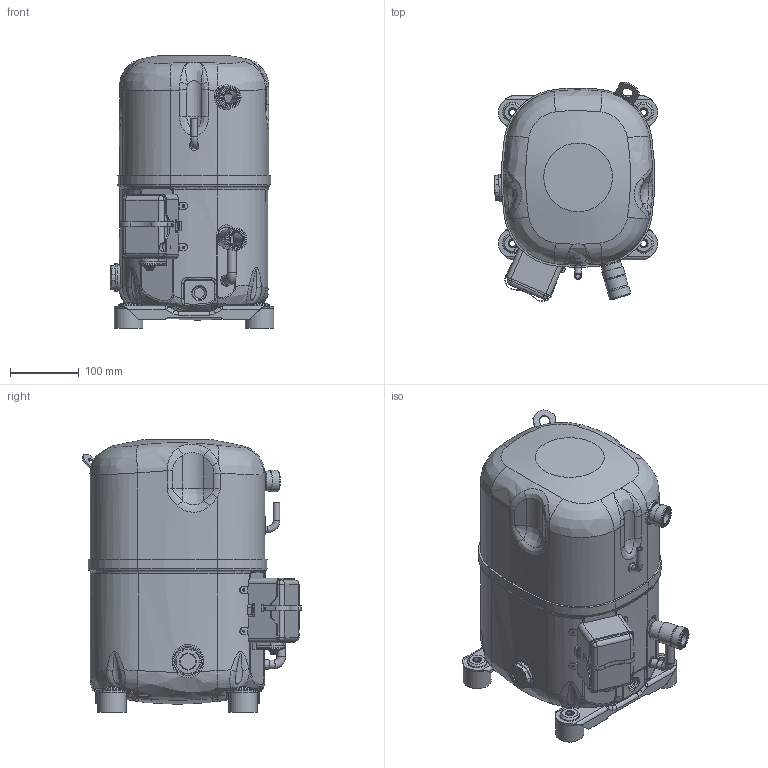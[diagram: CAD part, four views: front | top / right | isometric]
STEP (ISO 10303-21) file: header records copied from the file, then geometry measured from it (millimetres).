
FILE_DESCRIPTION(/* description */ (''),/* implementation_level */ '2;1');
FILE_NAME(/* name */ 'DCAG154_n-m.stp',/* time_stamp */ '2016-09-06T11:57:11+02:00',/* author */ (''),/* organization */ (''),/* preprocessor_version */ 'ST-DEVELOPER v14',/* originating_system */ 'SIEMENS PLM Software NX 8.0',/* authorisation */ '');
FILE_SCHEMA (('CONFIG_CONTROL_DESIGN'));
Length unit declared in the file: millimetre
Products named in the file (1): DCAG154_n-m
Bounding box: 237.86 x 318.22 x 396.9 mm (x, y, z)
Volume: 1526325.4 mm3; surface area: 1017695.9 mm2
Topology: 40 solids, 40 shells, 1979 faces, 4903 edges, 3028 vertices
Faces by surface type: cylinder 628, plane 597, bspline 470, torus 159, cone 88, sphere 33, revolution 2, extrusion 2
Full cylindrical faces by diameter (mm): 3.2 x12, 3.7 x1, 4 x1, 5 x3, 6.2 x6, 6.45 x2, 7 x1, 8.2 x6, 9 x4, 9.6 x2, 9.69 x7, 9.8 x1, 10 x1, 10.7 x2, 11.11 x7, 11.15 x4, 11.2 x4, 11.22 x1, 11.3 x1, 12.7 x2, 12.9 x1, 13 x5, 13.22 x1, 15.8 x1, 16 x2, 17.3 x1, 17.8 x4, 18 x1, 19 x8, 19.2 x2
Entity records: 77067 total; most frequent: CARTESIAN_POINT 36261, ORIENTED_EDGE 8698, DIRECTION 7679, EDGE_CURVE 4349, AXIS2_PLACEMENT_3D 3124, VERTEX_POINT 2833, EDGE_LOOP 2376, ADVANCED_FACE 1939
